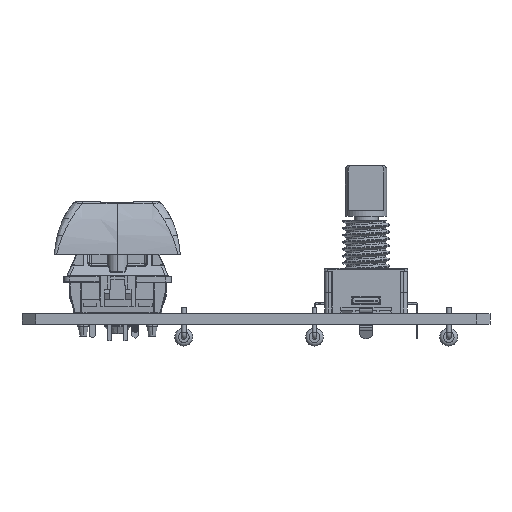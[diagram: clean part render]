
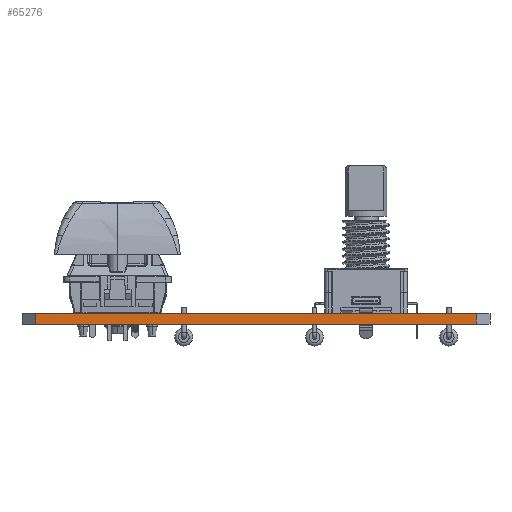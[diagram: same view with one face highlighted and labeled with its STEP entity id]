
A CAD part, front view. The second image highlights one B-rep face of the part: STEP entity #65276.
In plain terms, the highlighted planar face has unit normal (0, -1, 0).
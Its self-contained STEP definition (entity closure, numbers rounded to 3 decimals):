
#63288 = VERTEX_POINT('',#63289);
#63289 = CARTESIAN_POINT('',(152.5,-125.5,1.51));
#63295 = EDGE_CURVE('',#63296,#63288,#63298,.T.);
#63296 = VERTEX_POINT('',#63297);
#63297 = CARTESIAN_POINT('',(152.5,-125.5,0.));
#63298 = LINE('',#63299,#63300);
#63299 = CARTESIAN_POINT('',(152.5,-125.5,0.));
#63300 = VECTOR('',#63301,1.);
#63301 = DIRECTION('',(0.,0.,1.));
#63344 = VERTEX_POINT('',#63345);
#63345 = CARTESIAN_POINT('',(88.5,-125.5,0.));
#63351 = EDGE_CURVE('',#63296,#63344,#63352,.T.);
#63352 = LINE('',#63353,#63354);
#63353 = CARTESIAN_POINT('',(152.5,-125.5,0.));
#63354 = VECTOR('',#63355,1.);
#63355 = DIRECTION('',(-1.,0.,0.));
#64317 = VERTEX_POINT('',#64318);
#64318 = CARTESIAN_POINT('',(88.5,-125.5,1.51));
#64324 = EDGE_CURVE('',#63288,#64317,#64325,.T.);
#64325 = LINE('',#64326,#64327);
#64326 = CARTESIAN_POINT('',(152.5,-125.5,1.51));
#64327 = VECTOR('',#64328,1.);
#64328 = DIRECTION('',(-1.,0.,0.));
#65276 = ADVANCED_FACE('',(#65277),#65288,.T.);
#65277 = FACE_BOUND('',#65278,.T.);
#65278 = EDGE_LOOP('',(#65279,#65280,#65281,#65287));
#65279 = ORIENTED_EDGE('',*,*,#63295,.T.);
#65280 = ORIENTED_EDGE('',*,*,#64324,.T.);
#65281 = ORIENTED_EDGE('',*,*,#65282,.F.);
#65282 = EDGE_CURVE('',#63344,#64317,#65283,.T.);
#65283 = LINE('',#65284,#65285);
#65284 = CARTESIAN_POINT('',(88.5,-125.5,0.));
#65285 = VECTOR('',#65286,1.);
#65286 = DIRECTION('',(0.,0.,1.));
#65287 = ORIENTED_EDGE('',*,*,#63351,.F.);
#65288 = PLANE('',#65289);
#65289 = AXIS2_PLACEMENT_3D('',#65290,#65291,#65292);
#65290 = CARTESIAN_POINT('',(152.5,-125.5,0.));
#65291 = DIRECTION('',(0.,-1.,0.));
#65292 = DIRECTION('',(-1.,0.,0.));
